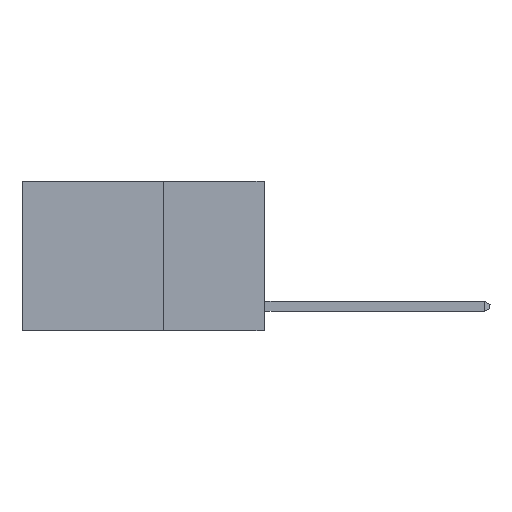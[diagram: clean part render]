
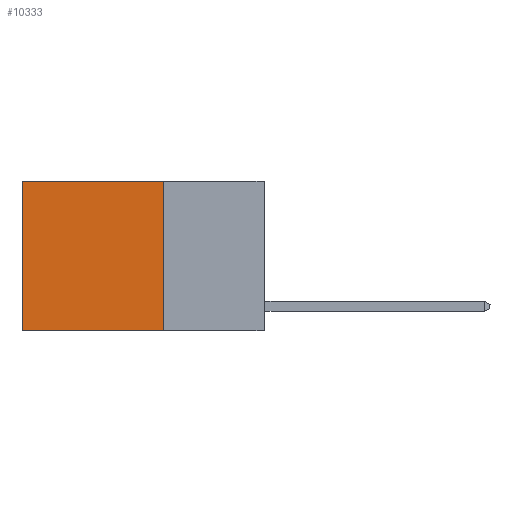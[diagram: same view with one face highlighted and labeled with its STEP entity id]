
A CAD part, left-side view. The second image highlights one B-rep face of the part: STEP entity #10333.
In plain terms, the highlighted planar face has unit normal (-1, 0, 0).
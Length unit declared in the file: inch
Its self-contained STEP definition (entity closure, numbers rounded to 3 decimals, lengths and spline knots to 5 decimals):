
#321 = ORIENTED_EDGE ( 'NONE', *, *, #14233, .T. ) ;
#1266 = ORIENTED_EDGE ( 'NONE', *, *, #16131, .T. ) ;
#1281 = PLANE ( 'NONE',  #16438 ) ;
#4706 = CARTESIAN_POINT ( 'NONE',  ( 0.2625, 0.25, 0. ) ) ;
#5551 = EDGE_CURVE ( 'NONE', #16512, #19196, #14095, .T. ) ;
#6266 = DIRECTION ( 'NONE',  ( 1., 0., 0. ) ) ;
#7083 = LINE ( 'NONE', #10854, #9443 ) ;
#8003 = DIRECTION ( 'NONE',  ( 0., 1., 0. ) ) ;
#8018 = FACE_OUTER_BOUND ( 'NONE', #15606, .T. ) ;
#8515 = VERTEX_POINT ( 'NONE', #17800 ) ;
#9222 = DIRECTION ( 'NONE',  ( 0., 0., -1. ) ) ;
#9443 = VECTOR ( 'NONE', #9222, 39.37008 ) ;
#9843 = CARTESIAN_POINT ( 'NONE',  ( 0.2625, 0.6, -0.37 ) ) ;
#9845 = LINE ( 'NONE', #15693, #18534 ) ;
#10333 = ADVANCED_FACE ( 'NONE', ( #8018 ), #1281, .F. ) ;
#10674 = DIRECTION ( 'NONE',  ( 0., 0., -1. ) ) ;
#10696 = DIRECTION ( 'NONE',  ( 0., 1., 0. ) ) ;
#10854 = CARTESIAN_POINT ( 'NONE',  ( 0.2625, 0.25, 0. ) ) ;
#11176 = CARTESIAN_POINT ( 'NONE',  ( 0.2625, 0.6, 0. ) ) ;
#11729 = VECTOR ( 'NONE', #8003, 39.37008 ) ;
#12423 = VERTEX_POINT ( 'NONE', #11176 ) ;
#12870 = DIRECTION ( 'NONE',  ( 0., 0., -1. ) ) ;
#13644 = ORIENTED_EDGE ( 'NONE', *, *, #18388, .F. ) ;
#14095 = LINE ( 'NONE', #16341, #11729 ) ;
#14233 = EDGE_CURVE ( 'NONE', #8515, #12423, #16828, .T. ) ;
#15606 = EDGE_LOOP ( 'NONE', ( #1266, #20034, #13644, #321 ) ) ;
#15693 = CARTESIAN_POINT ( 'NONE',  ( 0.2625, 0.6, 0. ) ) ;
#15774 = VECTOR ( 'NONE', #10696, 39.37008 ) ;
#16131 = EDGE_CURVE ( 'NONE', #12423, #19196, #9845, .T. ) ;
#16341 = CARTESIAN_POINT ( 'NONE',  ( 0.2625, 0.25, -0.37 ) ) ;
#16438 = AXIS2_PLACEMENT_3D ( 'NONE', #4706, #6266, #12870 ) ;
#16512 = VERTEX_POINT ( 'NONE', #19093 ) ;
#16828 = LINE ( 'NONE', #20747, #15774 ) ;
#17800 = CARTESIAN_POINT ( 'NONE',  ( 0.2625, 0.25, 0. ) ) ;
#18388 = EDGE_CURVE ( 'NONE', #8515, #16512, #7083, .T. ) ;
#18534 = VECTOR ( 'NONE', #10674, 39.37008 ) ;
#19093 = CARTESIAN_POINT ( 'NONE',  ( 0.2625, 0.25, -0.37 ) ) ;
#19196 = VERTEX_POINT ( 'NONE', #9843 ) ;
#20034 = ORIENTED_EDGE ( 'NONE', *, *, #5551, .F. ) ;
#20747 = CARTESIAN_POINT ( 'NONE',  ( 0.2625, 0.25, 0. ) ) ;
